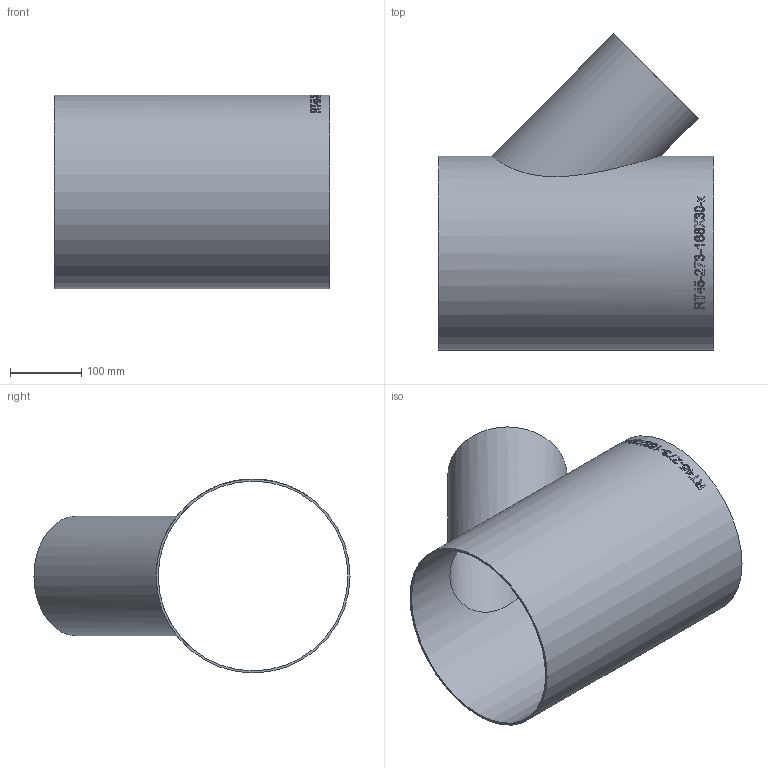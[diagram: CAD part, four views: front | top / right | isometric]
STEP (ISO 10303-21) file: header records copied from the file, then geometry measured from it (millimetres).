
FILE_DESCRIPTION (( 'STEP AP214' ), '1' );
FILE_NAME ('RT45-273-168X30-x T-Stück 45°reduziert Ø273,0 L388 1911.STEP', '2019-11-20T14:13:35', ( '' ), ( '' ), 'SwSTEP 2.0', 'SolidWorks 2016', '' );
FILE_SCHEMA (( 'AUTOMOTIVE_DESIGN' ));
Length unit declared in the file: millimetre
Products named in the file (1): RT45-273-168X30-x T-Stück 45°reduziert Ø273,0 L388  1911
Bounding box: 388 x 445.04 x 273 mm (x, y, z)
Volume: 1174282.3 mm3; surface area: 788507.5 mm2
Topology: 1 solids, 1 shells, 234 faces, 628 edges, 419 vertices
Faces by surface type: bspline 139, plane 68, cylinder 27
Full cylindrical faces by diameter (mm): 162.3 x1, 168.3 x1, 267 x1, 273 x1
Entity records: 38865 total; most frequent: CARTESIAN_POINT 31764, ORIENTED_EDGE 1240, EDGE_CURVE 620, DIRECTION 458, B_SPLINE_CURVE_WITH_KNOTS 438, VERTEX_POINT 416, EDGE_LOOP 266, FACE_OUTER_BOUND 238
